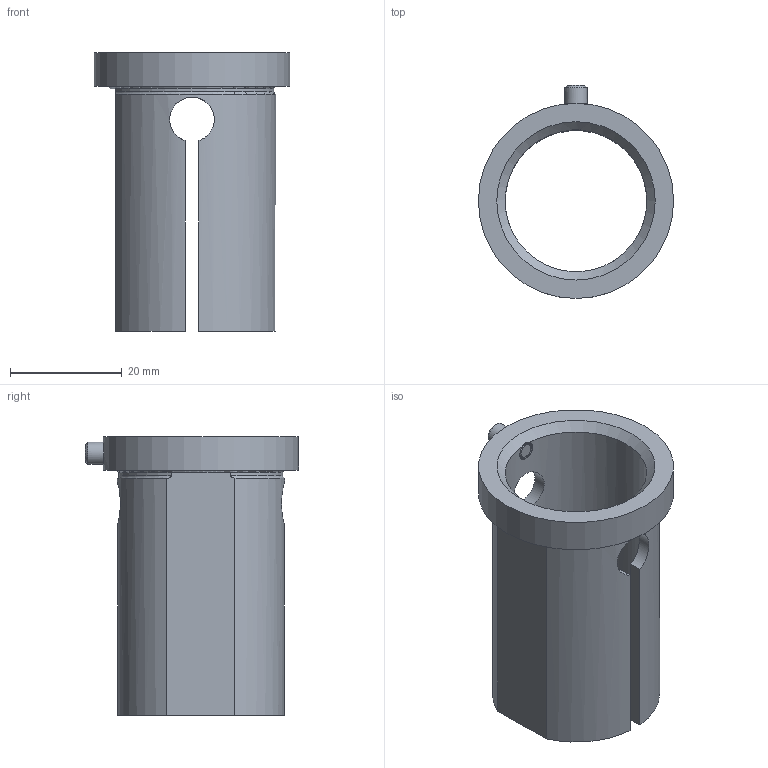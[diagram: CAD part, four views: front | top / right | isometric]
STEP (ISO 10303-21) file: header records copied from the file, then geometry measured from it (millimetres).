
FILE_DESCRIPTION(/* description */ (''),/* implementation_level */ '2;1');
FILE_NAME(/* name */ 'W9990094_stp.stp',/* time_stamp */ '2013-02-04T12:46:09+01:00',/* author */ (''),/* organization */ (''),/* preprocessor_version */ 'ST-DEVELOPER v11',/* originating_system */ 'SIEMENS PLM Software NX 7.5',/* authorisation */ '');
FILE_SCHEMA (('AUTOMOTIVE_DESIGN { 1 0 10303 214 1 1 1 1 }'));
Length unit declared in the file: millimetre
Products named in the file (1): furt5B3Eomnx
Bounding box: 35 x 38.2 x 50 mm (x, y, z)
Volume: 10363 mm3; surface area: 9543.3 mm2
Topology: 1 solids, 1 shells, 26 faces, 66 edges, 44 vertices
Faces by surface type: plane 13, cylinder 8, cone 3, torus 2
Full cylindrical faces by diameter (mm): 3.3 x1, 4 x1, 25.4 x1, 35 x1
Entity records: 1053 total; most frequent: CARTESIAN_POINT 479, DIRECTION 114, ORIENTED_EDGE 100, EDGE_CURVE 50, AXIS2_PLACEMENT_3D 46, EDGE_LOOP 38, VERTEX_POINT 36, ADVANCED_FACE 26
